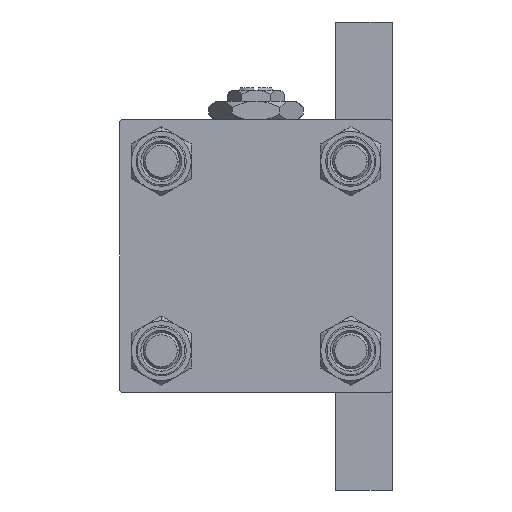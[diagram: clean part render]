
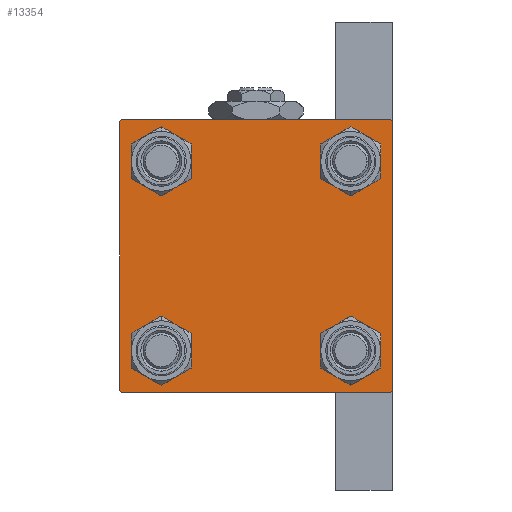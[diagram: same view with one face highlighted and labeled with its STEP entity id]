
A CAD part, left-side view. The second image highlights one B-rep face of the part: STEP entity #13354.
In plain terms, the highlighted planar face has unit normal (-1, 0, 0).
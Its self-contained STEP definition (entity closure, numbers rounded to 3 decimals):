
#46 = EDGE_CURVE ( 'NONE', #36633, #17996, #18731, .T. ) ;
#191 = CARTESIAN_POINT ( 'NONE',  ( 0., -20.85, -16.35 ) ) ;
#419 = AXIS2_PLACEMENT_3D ( 'NONE', #680, #37050, #937 ) ;
#680 = CARTESIAN_POINT ( 'NONE',  ( 0., 20.85, 20.85 ) ) ;
#740 = VERTEX_POINT ( 'NONE', #35700 ) ;
#937 = DIRECTION ( 'NONE',  ( 0., 0., 1. ) ) ;
#1345 = ORIENTED_EDGE ( 'NONE', *, *, #7756, .T. ) ;
#1699 = VERTEX_POINT ( 'NONE', #27539 ) ;
#2287 = EDGE_CURVE ( 'NONE', #740, #43512, #21839, .T. ) ;
#2579 = AXIS2_PLACEMENT_3D ( 'NONE', #16151, #47998, #4119 ) ;
#2728 = AXIS2_PLACEMENT_3D ( 'NONE', #49573, #14884, #30541 ) ;
#2849 = DIRECTION ( 'NONE',  ( 0., 0., 1. ) ) ;
#3075 = DIRECTION ( 'NONE',  ( 0., -1., 0. ) ) ;
#3530 = DIRECTION ( 'NONE',  ( 0., -1., 0. ) ) ;
#3589 = DIRECTION ( 'NONE',  ( 0., -0.707, -0.707 ) ) ;
#3818 = VERTEX_POINT ( 'NONE', #19879 ) ;
#4066 = EDGE_CURVE ( 'NONE', #16791, #16748, #50503, .T. ) ;
#4109 = DIRECTION ( 'NONE',  ( 0., 0., 1. ) ) ;
#4119 = DIRECTION ( 'NONE',  ( 0., 0., 1. ) ) ;
#4245 = AXIS2_PLACEMENT_3D ( 'NONE', #14161, #14420, #5967 ) ;
#4984 = EDGE_LOOP ( 'NONE', ( #18835, #10307 ) ) ;
#5010 = ORIENTED_EDGE ( 'NONE', *, *, #33007, .T. ) ;
#5452 = CARTESIAN_POINT ( 'NONE',  ( 0., 29.5, -30. ) ) ;
#5851 = CARTESIAN_POINT ( 'NONE',  ( 0., -30., -29.5 ) ) ;
#5967 = DIRECTION ( 'NONE',  ( 0., 0., 1. ) ) ;
#6111 = LINE ( 'NONE', #21786, #31987 ) ;
#6682 = DIRECTION ( 'NONE',  ( 1., 0., 0. ) ) ;
#7000 = VECTOR ( 'NONE', #17973, 1000. ) ;
#7174 = CARTESIAN_POINT ( 'NONE',  ( 0., -29.75, 29.75 ) ) ;
#7453 = EDGE_CURVE ( 'NONE', #1699, #16148, #43155, .T. ) ;
#7756 = EDGE_CURVE ( 'NONE', #23323, #32745, #15808, .T. ) ;
#7951 = DIRECTION ( 'NONE',  ( 1., 0., 0. ) ) ;
#7993 = CARTESIAN_POINT ( 'NONE',  ( 0., 30., 30. ) ) ;
#8320 = VERTEX_POINT ( 'NONE', #33703 ) ;
#8425 = DIRECTION ( 'NONE',  ( 0., 0.707, -0.707 ) ) ;
#8662 = EDGE_CURVE ( 'NONE', #16748, #16791, #16784, .T. ) ;
#8726 = FACE_BOUND ( 'NONE', #34465, .T. ) ;
#9232 = EDGE_CURVE ( 'NONE', #28456, #3818, #28252, .T. ) ;
#9599 = EDGE_LOOP ( 'NONE', ( #32904, #19423, #1345, #37149, #36619, #48684, #32812, #18376 ) ) ;
#10307 = ORIENTED_EDGE ( 'NONE', *, *, #9232, .T. ) ;
#10509 = LINE ( 'NONE', #26175, #16538 ) ;
#10879 = CIRCLE ( 'NONE', #2728, 4.5 ) ;
#11212 = AXIS2_PLACEMENT_3D ( 'NONE', #24686, #13375, #16447 ) ;
#11344 = DIRECTION ( 'NONE',  ( 0., 0., -1. ) ) ;
#12305 = FACE_BOUND ( 'NONE', #38356, .T. ) ;
#12349 = VERTEX_POINT ( 'NONE', #19868 ) ;
#12729 = VERTEX_POINT ( 'NONE', #32332 ) ;
#13354 = ADVANCED_FACE ( 'NONE', ( #12305, #8726, #39293, #32337, #15655 ), #27966, .T. ) ;
#13375 = DIRECTION ( 'NONE',  ( 1., 0., 0. ) ) ;
#13579 = CARTESIAN_POINT ( 'NONE',  ( 0., 20.85, 16.35 ) ) ;
#14161 = CARTESIAN_POINT ( 'NONE',  ( 0., -20.85, -20.85 ) ) ;
#14420 = DIRECTION ( 'NONE',  ( 1., 0., 0. ) ) ;
#14884 = DIRECTION ( 'NONE',  ( 1., 0., 0. ) ) ;
#15655 = FACE_OUTER_BOUND ( 'NONE', #9599, .T. ) ;
#15808 = LINE ( 'NONE', #31473, #39702 ) ;
#16136 = EDGE_CURVE ( 'NONE', #32745, #43512, #6111, .T. ) ;
#16148 = VERTEX_POINT ( 'NONE', #49497 ) ;
#16151 = CARTESIAN_POINT ( 'NONE',  ( 0., 0., 0. ) ) ;
#16447 = DIRECTION ( 'NONE',  ( 0., 0., 1. ) ) ;
#16538 = VECTOR ( 'NONE', #3589, 1000. ) ;
#16696 = ORIENTED_EDGE ( 'NONE', *, *, #26259, .T. ) ;
#16748 = VERTEX_POINT ( 'NONE', #33976 ) ;
#16784 = CIRCLE ( 'NONE', #48786, 4.5 ) ;
#16791 = VERTEX_POINT ( 'NONE', #21920 ) ;
#16797 = DIRECTION ( 'NONE',  ( 0., 0., 1. ) ) ;
#17716 = CARTESIAN_POINT ( 'NONE',  ( 0., -20.85, -20.85 ) ) ;
#17957 = CARTESIAN_POINT ( 'NONE',  ( 0., 30., 30. ) ) ;
#17973 = DIRECTION ( 'NONE',  ( 0., 0., -1. ) ) ;
#17996 = VERTEX_POINT ( 'NONE', #25707 ) ;
#18376 = ORIENTED_EDGE ( 'NONE', *, *, #42195, .T. ) ;
#18731 = LINE ( 'NONE', #17957, #43935 ) ;
#18835 = ORIENTED_EDGE ( 'NONE', *, *, #22224, .T. ) ;
#19423 = ORIENTED_EDGE ( 'NONE', *, *, #33403, .T. ) ;
#19425 = EDGE_CURVE ( 'NONE', #12729, #12349, #28507, .T. ) ;
#19868 = CARTESIAN_POINT ( 'NONE',  ( 0., 20.85, -16.35 ) ) ;
#19879 = CARTESIAN_POINT ( 'NONE',  ( 0., 20.85, 25.35 ) ) ;
#19901 = DIRECTION ( 'NONE',  ( 1., 0., 0. ) ) ;
#20998 = ORIENTED_EDGE ( 'NONE', *, *, #4066, .T. ) ;
#21020 = LINE ( 'NONE', #43589, #31491 ) ;
#21786 = CARTESIAN_POINT ( 'NONE',  ( 0., -29.75, -29.75 ) ) ;
#21839 = LINE ( 'NONE', #37477, #7000 ) ;
#21920 = CARTESIAN_POINT ( 'NONE',  ( 0., -20.85, 25.35 ) ) ;
#22224 = EDGE_CURVE ( 'NONE', #3818, #28456, #43343, .T. ) ;
#23133 = CARTESIAN_POINT ( 'NONE',  ( 0., 20.85, 20.85 ) ) ;
#23323 = VERTEX_POINT ( 'NONE', #5452 ) ;
#23350 = LINE ( 'NONE', #7174, #26097 ) ;
#24005 = CARTESIAN_POINT ( 'NONE',  ( 0., 20.85, -20.85 ) ) ;
#24686 = CARTESIAN_POINT ( 'NONE',  ( 0., -20.85, 20.85 ) ) ;
#25378 = EDGE_CURVE ( 'NONE', #740, #17996, #23350, .T. ) ;
#25707 = CARTESIAN_POINT ( 'NONE',  ( 0., -29.5, 30. ) ) ;
#26097 = VECTOR ( 'NONE', #38746, 1000. ) ;
#26175 = CARTESIAN_POINT ( 'NONE',  ( 0., 29.75, -29.75 ) ) ;
#26189 = DIRECTION ( 'NONE',  ( 1., 0., 0. ) ) ;
#26259 = EDGE_CURVE ( 'NONE', #8320, #27954, #38462, .T. ) ;
#26382 = CIRCLE ( 'NONE', #4245, 4.5 ) ;
#27539 = CARTESIAN_POINT ( 'NONE',  ( 0., 30., 29.5 ) ) ;
#27954 = VERTEX_POINT ( 'NONE', #191 ) ;
#27966 = PLANE ( 'NONE',  #2579 ) ;
#28252 = CIRCLE ( 'NONE', #419, 4.5 ) ;
#28456 = VERTEX_POINT ( 'NONE', #13579 ) ;
#28507 = CIRCLE ( 'NONE', #32621, 4.5 ) ;
#29613 = CARTESIAN_POINT ( 'NONE',  ( 0., -29.5, -30. ) ) ;
#30260 = AXIS2_PLACEMENT_3D ( 'NONE', #23133, #7951, #4109 ) ;
#30541 = DIRECTION ( 'NONE',  ( 0., 0., 1. ) ) ;
#30941 = CARTESIAN_POINT ( 'NONE',  ( 0., 29.5, 30. ) ) ;
#31473 = CARTESIAN_POINT ( 'NONE',  ( 0., 30., -30. ) ) ;
#31491 = VECTOR ( 'NONE', #8425, 1000. ) ;
#31987 = VECTOR ( 'NONE', #49752, 1000. ) ;
#32332 = CARTESIAN_POINT ( 'NONE',  ( 0., 20.85, -25.35 ) ) ;
#32337 = FACE_BOUND ( 'NONE', #4984, .T. ) ;
#32621 = AXIS2_PLACEMENT_3D ( 'NONE', #24005, #19901, #16797 ) ;
#32745 = VERTEX_POINT ( 'NONE', #29613 ) ;
#32812 = ORIENTED_EDGE ( 'NONE', *, *, #46, .F. ) ;
#32904 = ORIENTED_EDGE ( 'NONE', *, *, #7453, .T. ) ;
#33007 = EDGE_CURVE ( 'NONE', #27954, #8320, #26382, .T. ) ;
#33403 = EDGE_CURVE ( 'NONE', #16148, #23323, #10509, .T. ) ;
#33703 = CARTESIAN_POINT ( 'NONE',  ( 0., -20.85, -25.35 ) ) ;
#33976 = CARTESIAN_POINT ( 'NONE',  ( 0., -20.85, 16.35 ) ) ;
#34465 = EDGE_LOOP ( 'NONE', ( #5010, #16696 ) ) ;
#35700 = CARTESIAN_POINT ( 'NONE',  ( 0., -30., 29.5 ) ) ;
#36619 = ORIENTED_EDGE ( 'NONE', *, *, #2287, .F. ) ;
#36633 = VERTEX_POINT ( 'NONE', #30941 ) ;
#37050 = DIRECTION ( 'NONE',  ( 1., 0., 0. ) ) ;
#37149 = ORIENTED_EDGE ( 'NONE', *, *, #16136, .T. ) ;
#37477 = CARTESIAN_POINT ( 'NONE',  ( 0., -30., 30. ) ) ;
#37707 = EDGE_LOOP ( 'NONE', ( #49562, #48857 ) ) ;
#38356 = EDGE_LOOP ( 'NONE', ( #20998, #49258 ) ) ;
#38462 = CIRCLE ( 'NONE', #44998, 4.5 ) ;
#38746 = DIRECTION ( 'NONE',  ( 0., 0.707, 0.707 ) ) ;
#39293 = FACE_BOUND ( 'NONE', #37707, .T. ) ;
#39702 = VECTOR ( 'NONE', #3530, 1000. ) ;
#42195 = EDGE_CURVE ( 'NONE', #36633, #1699, #21020, .T. ) ;
#43155 = LINE ( 'NONE', #7993, #50476 ) ;
#43343 = CIRCLE ( 'NONE', #30260, 4.5 ) ;
#43512 = VERTEX_POINT ( 'NONE', #5851 ) ;
#43589 = CARTESIAN_POINT ( 'NONE',  ( 0., 29.75, 29.75 ) ) ;
#43935 = VECTOR ( 'NONE', #3075, 1000. ) ;
#44998 = AXIS2_PLACEMENT_3D ( 'NONE', #17716, #6682, #49033 ) ;
#47998 = DIRECTION ( 'NONE',  ( -1., 0., 0. ) ) ;
#48684 = ORIENTED_EDGE ( 'NONE', *, *, #25378, .T. ) ;
#48786 = AXIS2_PLACEMENT_3D ( 'NONE', #49295, #26189, #2849 ) ;
#48857 = ORIENTED_EDGE ( 'NONE', *, *, #19425, .T. ) ;
#49033 = DIRECTION ( 'NONE',  ( 0., 0., 1. ) ) ;
#49258 = ORIENTED_EDGE ( 'NONE', *, *, #8662, .T. ) ;
#49295 = CARTESIAN_POINT ( 'NONE',  ( 0., -20.85, 20.85 ) ) ;
#49497 = CARTESIAN_POINT ( 'NONE',  ( 0., 30., -29.5 ) ) ;
#49541 = EDGE_CURVE ( 'NONE', #12349, #12729, #10879, .T. ) ;
#49562 = ORIENTED_EDGE ( 'NONE', *, *, #49541, .T. ) ;
#49573 = CARTESIAN_POINT ( 'NONE',  ( 0., 20.85, -20.85 ) ) ;
#49752 = DIRECTION ( 'NONE',  ( 0., -0.707, 0.707 ) ) ;
#50476 = VECTOR ( 'NONE', #11344, 1000. ) ;
#50503 = CIRCLE ( 'NONE', #11212, 4.5 ) ;
